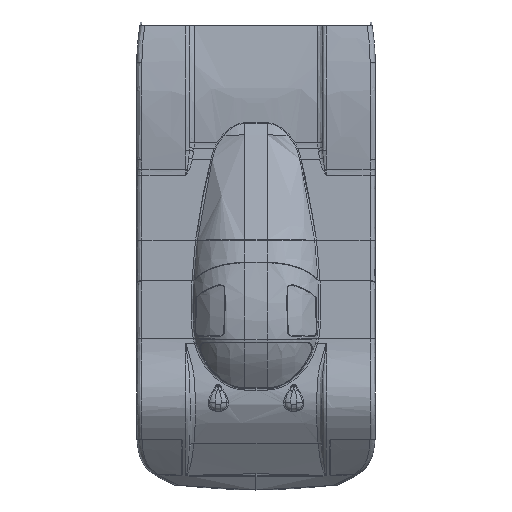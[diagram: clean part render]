
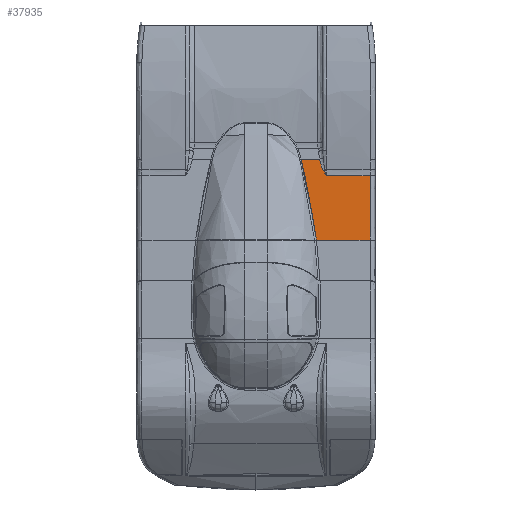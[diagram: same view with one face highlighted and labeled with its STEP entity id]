
A CAD part, top view. The second image highlights one B-rep face of the part: STEP entity #37935.
In plain terms, the highlighted free-form (B-spline) face has degree [3, 3] with [4, 4] control points.
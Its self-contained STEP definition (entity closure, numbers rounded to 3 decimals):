
#37845 = VERTEX_POINT('',#37846);
#37846 = CARTESIAN_POINT('',(71.67,-651.064,
    76.776));
#37880 = EDGE_CURVE('',#37845,#37881,#37883,.T.);
#37881 = VERTEX_POINT('',#37882);
#37882 = CARTESIAN_POINT('',(53.457,-555.079,
    76.776));
#37883 = B_SPLINE_CURVE_WITH_KNOTS('',3,(#37884,#37885,#37886,#37887,
    #37888,#37889,#37890),.UNSPECIFIED.,.F.,.F.,(4,1,1,1,4),(
    23.412,26.593,29.775,32.162,
    34.548),.UNSPECIFIED.);
#37884 = CARTESIAN_POINT('',(71.67,-651.064,
    76.776));
#37885 = CARTESIAN_POINT('',(70.586,-641.812,
    76.776));
#37886 = CARTESIAN_POINT('',(68.118,-623.341,
    76.776));
#37887 = CARTESIAN_POINT('',(63.797,-598.092,
    76.776));
#37888 = CARTESIAN_POINT('',(58.94,-575.313,
    76.776));
#37889 = CARTESIAN_POINT('',(55.422,-561.784,
    76.776));
#37890 = CARTESIAN_POINT('',(53.457,-555.079,
    76.776));
#37935 = ADVANCED_FACE('',(#37936),#38007,.T.);
#37936 = FACE_BOUND('',#37937,.T.);
#37937 = EDGE_LOOP('',(#37938,#37949,#37958,#37967,#37978,#37991,#37999,
    #38000));
#37938 = ORIENTED_EDGE('',*,*,#37939,.T.);
#37939 = EDGE_CURVE('',#37940,#37942,#37944,.T.);
#37940 = VERTEX_POINT('',#37941);
#37941 = CARTESIAN_POINT('',(71.701,-651.064,
    76.776));
#37942 = VERTEX_POINT('',#37943);
#37943 = CARTESIAN_POINT('',(135.257,-651.064,
    76.776));
#37944 = B_SPLINE_CURVE_WITH_KNOTS('',3,(#37945,#37946,#37947,#37948),
  .UNSPECIFIED.,.F.,.F.,(4,4),(-7.236,0.),
  .PIECEWISE_BEZIER_KNOTS.);
#37945 = CARTESIAN_POINT('',(71.701,-651.064,
    76.776));
#37946 = CARTESIAN_POINT('',(92.886,-651.064,
    76.776));
#37947 = CARTESIAN_POINT('',(114.071,-651.064,
    76.776));
#37948 = CARTESIAN_POINT('',(135.257,-651.064,
    76.776));
#37949 = ORIENTED_EDGE('',*,*,#37950,.F.);
#37950 = EDGE_CURVE('',#37951,#37942,#37953,.T.);
#37951 = VERTEX_POINT('',#37952);
#37952 = CARTESIAN_POINT('',(135.257,-574.741,
    76.776));
#37953 = B_SPLINE_CURVE_WITH_KNOTS('',3,(#37954,#37955,#37956,#37957),
  .UNSPECIFIED.,.F.,.F.,(4,4),(2.239,10.929),
  .PIECEWISE_BEZIER_KNOTS.);
#37954 = CARTESIAN_POINT('',(135.257,-574.741,
    76.776));
#37955 = CARTESIAN_POINT('',(135.257,-600.182,
    76.776));
#37956 = CARTESIAN_POINT('',(135.257,-625.623,
    76.776));
#37957 = CARTESIAN_POINT('',(135.257,-651.064,
    76.776));
#37958 = ORIENTED_EDGE('',*,*,#37959,.F.);
#37959 = EDGE_CURVE('',#37960,#37951,#37962,.T.);
#37960 = VERTEX_POINT('',#37961);
#37961 = CARTESIAN_POINT('',(83.438,-574.741,
    76.776));
#37962 = B_SPLINE_CURVE_WITH_KNOTS('',3,(#37963,#37964,#37965,#37966),
  .UNSPECIFIED.,.F.,.F.,(4,4),(1.597,1.969),
  .PIECEWISE_BEZIER_KNOTS.);
#37963 = CARTESIAN_POINT('',(83.438,-574.741,
    76.776));
#37964 = CARTESIAN_POINT('',(100.711,-574.741,
    76.776));
#37965 = CARTESIAN_POINT('',(117.984,-574.741,
    76.776));
#37966 = CARTESIAN_POINT('',(135.257,-574.741,
    76.776));
#37967 = ORIENTED_EDGE('',*,*,#37968,.F.);
#37968 = EDGE_CURVE('',#37969,#37960,#37971,.T.);
#37969 = VERTEX_POINT('',#37970);
#37970 = CARTESIAN_POINT('',(79.897,-568.886,
    76.776));
#37971 = B_SPLINE_CURVE_WITH_KNOTS('',3,(#37972,#37973,#37974,#37975,
    #37976,#37977),.UNSPECIFIED.,.F.,.F.,(4,2,4),(-0.776,0.,
    0.003),.UNSPECIFIED.);
#37972 = CARTESIAN_POINT('',(79.897,-568.886,
    76.776));
#37973 = CARTESIAN_POINT('',(81.05,-570.843,
    76.776));
#37974 = CARTESIAN_POINT('',(82.236,-572.78,
    76.776));
#37975 = CARTESIAN_POINT('',(83.428,-574.725,
    76.776));
#37976 = CARTESIAN_POINT('',(83.433,-574.733,
    76.776));
#37977 = CARTESIAN_POINT('',(83.438,-574.741,
    76.776));
#37978 = ORIENTED_EDGE('',*,*,#37979,.F.);
#37979 = EDGE_CURVE('',#37980,#37969,#37982,.T.);
#37980 = VERTEX_POINT('',#37981);
#37981 = CARTESIAN_POINT('',(75.376,-555.079,
    76.776));
#37982 = B_SPLINE_CURVE_WITH_KNOTS('',3,(#37983,#37984,#37985,#37986,
    #37987,#37988,#37989,#37990),.UNSPECIFIED.,.F.,.F.,(4,2,1,1,4),(
    1.076,1.246,1.842,2.438,
    2.736),.UNSPECIFIED.);
#37983 = CARTESIAN_POINT('',(75.376,-555.079,
    76.776));
#37984 = CARTESIAN_POINT('',(75.48,-555.568,
    76.776));
#37985 = CARTESIAN_POINT('',(75.587,-556.056,
    76.776));
#37986 = CARTESIAN_POINT('',(76.082,-558.245,
    76.776));
#37987 = CARTESIAN_POINT('',(76.936,-561.628,
    76.776));
#37988 = CARTESIAN_POINT('',(78.32,-565.771,
    76.776));
#37989 = CARTESIAN_POINT('',(79.454,-568.134,
    76.776));
#37990 = CARTESIAN_POINT('',(79.897,-568.886,
    76.776));
#37991 = ORIENTED_EDGE('',*,*,#37992,.T.);
#37992 = EDGE_CURVE('',#37980,#37881,#37993,.T.);
#37993 = B_SPLINE_CURVE_WITH_KNOTS('',3,(#37994,#37995,#37996,#37997,
    #37998),.UNSPECIFIED.,.F.,.F.,(4,1,4),(-1.54,-1.5,
    -1.383),.UNSPECIFIED.);
#37994 = CARTESIAN_POINT('',(75.376,-555.079,
    76.776));
#37995 = CARTESIAN_POINT('',(73.525,-555.079,
    76.776));
#37996 = CARTESIAN_POINT('',(66.219,-555.079,
    76.776));
#37997 = CARTESIAN_POINT('',(58.912,-555.079,
    76.776));
#37998 = CARTESIAN_POINT('',(53.457,-555.079,
    76.776));
#37999 = ORIENTED_EDGE('',*,*,#37880,.F.);
#38000 = ORIENTED_EDGE('',*,*,#38001,.T.);
#38001 = EDGE_CURVE('',#37845,#37940,#38002,.T.);
#38002 = B_SPLINE_CURVE_WITH_KNOTS('',3,(#38003,#38004,#38005,#38006),
  .UNSPECIFIED.,.F.,.F.,(4,4),(0.124,0.126),
  .PIECEWISE_BEZIER_KNOTS.);
#38003 = CARTESIAN_POINT('',(71.67,-651.064,
    76.776));
#38004 = CARTESIAN_POINT('',(71.68,-651.064,
    76.776));
#38005 = CARTESIAN_POINT('',(71.691,-651.064,
    76.776));
#38006 = CARTESIAN_POINT('',(71.701,-651.064,
    76.776));
#38007 = B_SPLINE_SURFACE_WITH_KNOTS('',3,3,(
    (#38008,#38009,#38010,#38011)
    ,(#38012,#38013,#38014,#38015)
    ,(#38016,#38017,#38018,#38019)
    ,(#38020,#38021,#38022,#38023
    )),.UNSPECIFIED.,.F.,.F.,.F.,(4,4),(4,4),(1.383,
    1.969),(11.357,15.),.PIECEWISE_BEZIER_KNOTS.);
#38008 = CARTESIAN_POINT('',(53.457,-651.064,
    76.776));
#38009 = CARTESIAN_POINT('',(53.457,-619.069,
    76.776));
#38010 = CARTESIAN_POINT('',(53.457,-587.074,
    76.776));
#38011 = CARTESIAN_POINT('',(53.457,-555.079,
    76.776));
#38012 = CARTESIAN_POINT('',(80.723,-651.064,
    76.776));
#38013 = CARTESIAN_POINT('',(80.723,-619.069,
    76.776));
#38014 = CARTESIAN_POINT('',(80.723,-587.074,
    76.776));
#38015 = CARTESIAN_POINT('',(80.723,-555.079,
    76.776));
#38016 = CARTESIAN_POINT('',(107.99,-651.064,
    76.776));
#38017 = CARTESIAN_POINT('',(107.99,-619.069,
    76.776));
#38018 = CARTESIAN_POINT('',(107.99,-587.074,
    76.776));
#38019 = CARTESIAN_POINT('',(107.99,-555.079,
    76.776));
#38020 = CARTESIAN_POINT('',(135.257,-651.064,
    76.776));
#38021 = CARTESIAN_POINT('',(135.257,-619.069,
    76.776));
#38022 = CARTESIAN_POINT('',(135.257,-587.074,
    76.776));
#38023 = CARTESIAN_POINT('',(135.257,-555.079,
    76.776));
